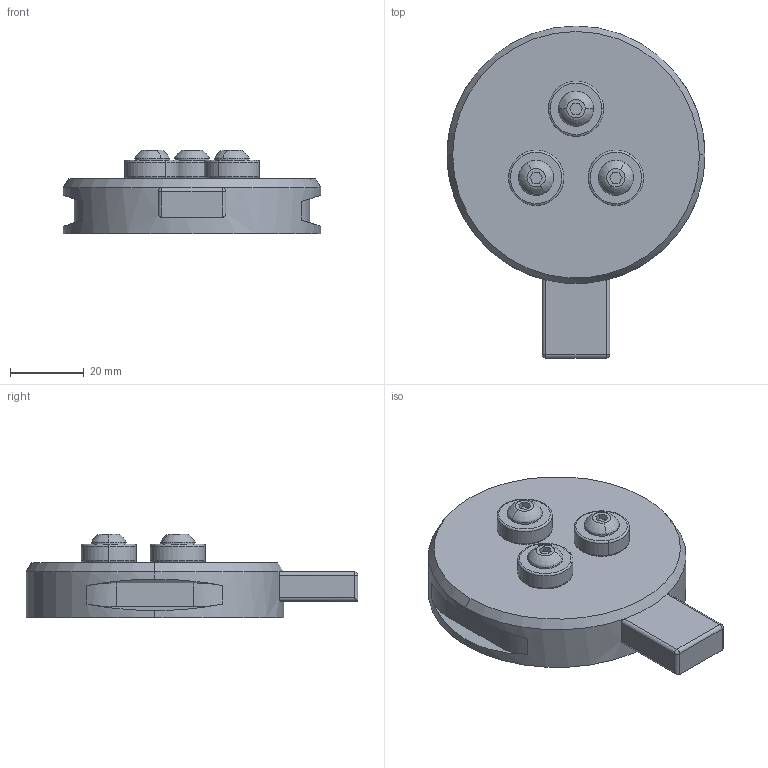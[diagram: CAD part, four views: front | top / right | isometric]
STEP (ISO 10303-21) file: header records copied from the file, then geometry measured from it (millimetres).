
FILE_DESCRIPTION (( 'STEP AP214' ), '1' );
FILE_NAME ('UTM.STEP', '2021-04-06T21:26:35', ( '' ), ( '' ), 'SwSTEP 2.0', 'SolidWorks 2018', '' );
FILE_SCHEMA (( 'AUTOMOTIVE_DESIGN' ));
Length unit declared in the file: metre
Products named in the file (8): Ring Magnet; Seeder; M5 Flange Locknut; M5 x 16mm Screw; Magnet w_ Hardware _1_; UTM; Magnet w_ Hardware _2_; Magnet w_ Hardware _3_
Assembly tree (13 placements, depth 3):
  UTM
    Magnet w_ Hardware _3_
      M5 x 16mm Screw
      Ring Magnet
      M5 Flange Locknut
    Magnet w_ Hardware _1_
      M5 x 16mm Screw
      Ring Magnet
      M5 Flange Locknut
    Magnet w_ Hardware _2_
      M5 x 16mm Screw
      Ring Magnet
      M5 Flange Locknut
    Seeder
Bounding box: 70 x 90.17 x 22.75 mm (x, y, z)
Volume: 26054.5 mm3; surface area: 19288.9 mm2
Topology: 10 solids, 10 shells, 225 faces, 500 edges, 310 vertices
Faces by surface type: plane 94, cylinder 74, torus 30, cone 14, bspline 11, sphere 2
Entity records: 4568 total; most frequent: CARTESIAN_POINT 1474, DIRECTION 599, ORIENTED_EDGE 580, EDGE_CURVE 290, AXIS2_PLACEMENT_3D 239, VERTEX_POINT 182, EDGE_LOOP 150, FACE_OUTER_BOUND 127
